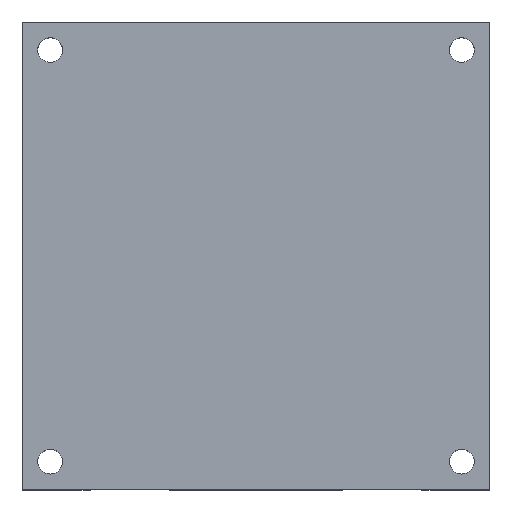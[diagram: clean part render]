
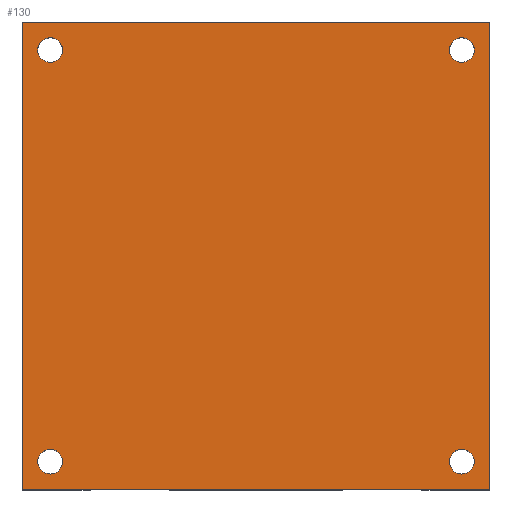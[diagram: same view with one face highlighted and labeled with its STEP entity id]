
A CAD part, top view. The second image highlights one B-rep face of the part: STEP entity #130.
In plain terms, the highlighted planar face has unit normal (0, 0, 1).
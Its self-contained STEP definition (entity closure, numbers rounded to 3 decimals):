
#130 = ADVANCED_FACE( '', ( #278, #279, #280, #281, #282 ), #283, .F. );
#278 = FACE_BOUND( '', #427, .T. );
#279 = FACE_BOUND( '', #428, .T. );
#280 = FACE_OUTER_BOUND( '', #429, .T. );
#281 = FACE_BOUND( '', #430, .T. );
#282 = FACE_BOUND( '', #431, .T. );
#283 = PLANE( '', #432 );
#427 = EDGE_LOOP( '', ( #730 ) );
#428 = EDGE_LOOP( '', ( #731 ) );
#429 = EDGE_LOOP( '', ( #732, #733, #734, #735 ) );
#430 = EDGE_LOOP( '', ( #736 ) );
#431 = EDGE_LOOP( '', ( #737 ) );
#432 = AXIS2_PLACEMENT_3D( '', #738, #739, #740 );
#730 = ORIENTED_EDGE( '', *, *, #837, .F. );
#731 = ORIENTED_EDGE( '', *, *, #862, .T. );
#732 = ORIENTED_EDGE( '', *, *, #877, .F. );
#733 = ORIENTED_EDGE( '', *, *, #785, .F. );
#734 = ORIENTED_EDGE( '', *, *, #826, .F. );
#735 = ORIENTED_EDGE( '', *, *, #771, .F. );
#736 = ORIENTED_EDGE( '', *, *, #829, .F. );
#737 = ORIENTED_EDGE( '', *, *, #878, .T. );
#738 = CARTESIAN_POINT( '', ( -50., 50., 17.5 ) );
#739 = DIRECTION( '', ( 0., 0., -1. ) );
#740 = DIRECTION( '', ( -1., 0., 0. ) );
#771 = EDGE_CURVE( '', #898, #900, #901, .T. );
#785 = EDGE_CURVE( '', #923, #925, #926, .T. );
#826 = EDGE_CURVE( '', #900, #923, #992, .T. );
#829 = EDGE_CURVE( '', #996, #996, #997, .T. );
#837 = EDGE_CURVE( '', #1007, #1007, #1008, .T. );
#862 = EDGE_CURVE( '', #1041, #1041, #1042, .T. );
#877 = EDGE_CURVE( '', #925, #898, #1058, .T. );
#878 = EDGE_CURVE( '', #1059, #1059, #1060, .T. );
#898 = VERTEX_POINT( '', #1085 );
#900 = VERTEX_POINT( '', #1088 );
#901 = LINE( '', #1089, #1090 );
#923 = VERTEX_POINT( '', #1117 );
#925 = VERTEX_POINT( '', #1120 );
#926 = LINE( '', #1121, #1122 );
#992 = LINE( '', #1276, #1277 );
#996 = VERTEX_POINT( '', #1281 );
#997 = CIRCLE( '', #1282, 2.65 );
#1007 = VERTEX_POINT( '', #1296 );
#1008 = CIRCLE( '', #1297, 2.65 );
#1041 = VERTEX_POINT( '', #1404 );
#1042 = CIRCLE( '', #1405, 2.65 );
#1058 = LINE( '', #1425, #1426 );
#1059 = VERTEX_POINT( '', #1427 );
#1060 = CIRCLE( '', #1428, 2.65 );
#1085 = CARTESIAN_POINT( '', ( -50., 50., 17.5 ) );
#1088 = CARTESIAN_POINT( '', ( 50., 50., 17.5 ) );
#1089 = CARTESIAN_POINT( '', ( -50., 50., 17.5 ) );
#1090 = VECTOR( '', #1444, 1000. );
#1117 = CARTESIAN_POINT( '', ( 50., -50., 17.5 ) );
#1120 = CARTESIAN_POINT( '', ( -50., -50., 17.5 ) );
#1121 = CARTESIAN_POINT( '', ( 50., -50., 17.5 ) );
#1122 = VECTOR( '', #1463, 1000. );
#1276 = CARTESIAN_POINT( '', ( 50., 50., 17.5 ) );
#1277 = VECTOR( '', #1519, 1000. );
#1281 = CARTESIAN_POINT( '', ( -44., -41.35, 17.5 ) );
#1282 = AXIS2_PLACEMENT_3D( '', #1523, #1524, #1525 );
#1296 = CARTESIAN_POINT( '', ( 44., 46.65, 17.5 ) );
#1297 = AXIS2_PLACEMENT_3D( '', #1533, #1534, #1535 );
#1404 = CARTESIAN_POINT( '', ( 44., -41.35, 17.5 ) );
#1405 = AXIS2_PLACEMENT_3D( '', #1562, #1563, #1564 );
#1425 = CARTESIAN_POINT( '', ( -50., -50., 17.5 ) );
#1426 = VECTOR( '', #1572, 1000. );
#1427 = CARTESIAN_POINT( '', ( -44., 46.65, 17.5 ) );
#1428 = AXIS2_PLACEMENT_3D( '', #1573, #1574, #1575 );
#1444 = DIRECTION( '', ( 1., 0., 0. ) );
#1463 = DIRECTION( '', ( -1., 0., 0. ) );
#1519 = DIRECTION( '', ( 0., -1., 0. ) );
#1523 = CARTESIAN_POINT( '', ( -44., -44., 17.5 ) );
#1524 = DIRECTION( '', ( 0., 0., 1. ) );
#1525 = DIRECTION( '', ( 0., 1., 0. ) );
#1533 = CARTESIAN_POINT( '', ( 44., 44., 17.5 ) );
#1534 = DIRECTION( '', ( 0., 0., 1. ) );
#1535 = DIRECTION( '', ( 0., 1., 0. ) );
#1562 = CARTESIAN_POINT( '', ( 44., -44., 17.5 ) );
#1563 = DIRECTION( '', ( 0., 0., -1. ) );
#1564 = DIRECTION( '', ( 0., 1., 0. ) );
#1572 = DIRECTION( '', ( 0., 1., 0. ) );
#1573 = CARTESIAN_POINT( '', ( -44., 44., 17.5 ) );
#1574 = DIRECTION( '', ( 0., 0., -1. ) );
#1575 = DIRECTION( '', ( 0., 1., 0. ) );
